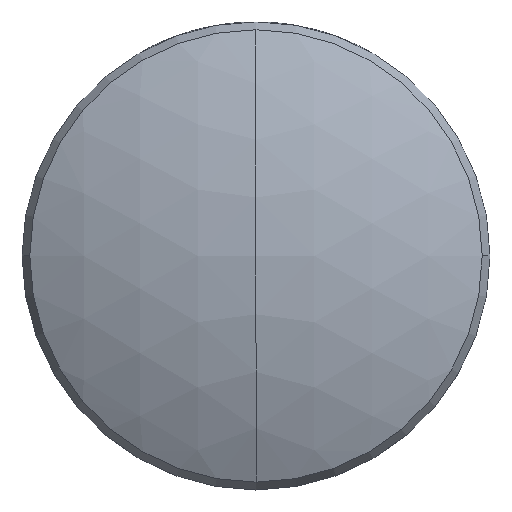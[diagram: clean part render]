
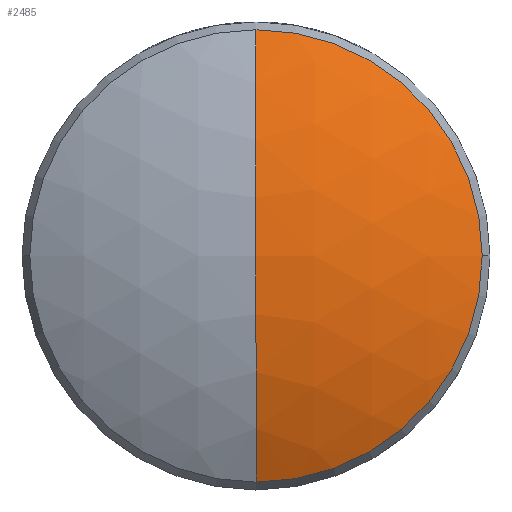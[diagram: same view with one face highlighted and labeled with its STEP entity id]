
A CAD part, top view. The second image highlights one B-rep face of the part: STEP entity #2485.
In plain terms, the highlighted spherical face has radius 13.8 mm.
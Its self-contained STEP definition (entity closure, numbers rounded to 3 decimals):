
#139 = CARTESIAN_POINT ( 'NONE',  ( 3.878, 9.629, -1.969 ) ) ;
#191 = FACE_OUTER_BOUND ( 'NONE', #2508, .T. ) ;
#245 = CARTESIAN_POINT ( 'NONE',  ( 3.878, 3.49, 10.391 ) ) ;
#279 = ORIENTED_EDGE ( 'NONE', *, *, #1829, .T. ) ;
#357 = VERTEX_POINT ( 'NONE', #245 ) ;
#476 = CARTESIAN_POINT ( 'NONE',  ( 3.878, 9.629, 11.831 ) ) ;
#706 = ORIENTED_EDGE ( 'NONE', *, *, #2715, .T. ) ;
#775 = CARTESIAN_POINT ( 'NONE',  ( 3.878, 9.629, 10.391 ) ) ;
#784 = EDGE_CURVE ( 'NONE', #2161, #2430, #2757, .T. ) ;
#852 = DIRECTION ( 'NONE',  ( -1., 0., 0. ) ) ;
#858 = AXIS2_PLACEMENT_3D ( 'NONE', #1647, #2270, #1619 ) ;
#861 = DIRECTION ( 'NONE',  ( 1., 0., 0. ) ) ;
#1069 = DIRECTION ( 'NONE',  ( 0., 0., 1. ) ) ;
#1224 = DIRECTION ( 'NONE',  ( 1., 0., 0. ) ) ;
#1236 = VERTEX_POINT ( 'NONE', #2507 ) ;
#1293 = AXIS2_PLACEMENT_3D ( 'NONE', #775, #2083, #2536 ) ;
#1403 = AXIS2_PLACEMENT_3D ( 'NONE', #2154, #1069, #852 ) ;
#1428 = ORIENTED_EDGE ( 'NONE', *, *, #2372, .T. ) ;
#1619 = DIRECTION ( 'NONE',  ( 0., 0., 1. ) ) ;
#1647 = CARTESIAN_POINT ( 'NONE',  ( 3.878, 9.629, -1.969 ) ) ;
#1829 = EDGE_CURVE ( 'NONE', #2161, #357, #2242, .T. ) ;
#1881 = DIRECTION ( 'NONE',  ( 0., 1., 0. ) ) ;
#1968 = DIRECTION ( 'NONE',  ( 0., 1., 0. ) ) ;
#2083 = DIRECTION ( 'NONE',  ( 0., 0., 1. ) ) ;
#2154 = CARTESIAN_POINT ( 'NONE',  ( 3.878, 9.629, 10.391 ) ) ;
#2161 = VERTEX_POINT ( 'NONE', #476 ) ;
#2179 = CARTESIAN_POINT ( 'NONE',  ( 3.878, 9.629, -1.969 ) ) ;
#2242 = CIRCLE ( 'NONE', #2361, 13.8 ) ;
#2270 = DIRECTION ( 'NONE',  ( -1., 0., 0. ) ) ;
#2303 = CARTESIAN_POINT ( 'NONE',  ( 3.878, 15.767, 10.391 ) ) ;
#2361 = AXIS2_PLACEMENT_3D ( 'NONE', #2179, #861, #1968 ) ;
#2372 = EDGE_CURVE ( 'NONE', #357, #1236, #2381, .T. ) ;
#2381 = CIRCLE ( 'NONE', #1293, 6.139 ) ;
#2430 = VERTEX_POINT ( 'NONE', #2303 ) ;
#2432 = AXIS2_PLACEMENT_3D ( 'NONE', #139, #1224, #1881 ) ;
#2485 = ADVANCED_FACE ( 'NONE', ( #191 ), #2719, .T. ) ;
#2507 = CARTESIAN_POINT ( 'NONE',  ( 10.017, 9.629, 10.391 ) ) ;
#2508 = EDGE_LOOP ( 'NONE', ( #2602, #279, #1428, #706 ) ) ;
#2536 = DIRECTION ( 'NONE',  ( -1., 0., 0. ) ) ;
#2557 = CIRCLE ( 'NONE', #1403, 6.139 ) ;
#2602 = ORIENTED_EDGE ( 'NONE', *, *, #784, .F. ) ;
#2715 = EDGE_CURVE ( 'NONE', #1236, #2430, #2557, .T. ) ;
#2719 = SPHERICAL_SURFACE ( 'NONE', #2432, 13.8 ) ;
#2757 = CIRCLE ( 'NONE', #858, 13.8 ) ;
